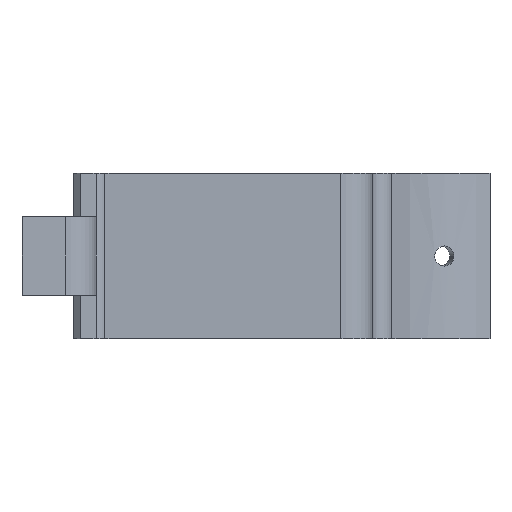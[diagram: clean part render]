
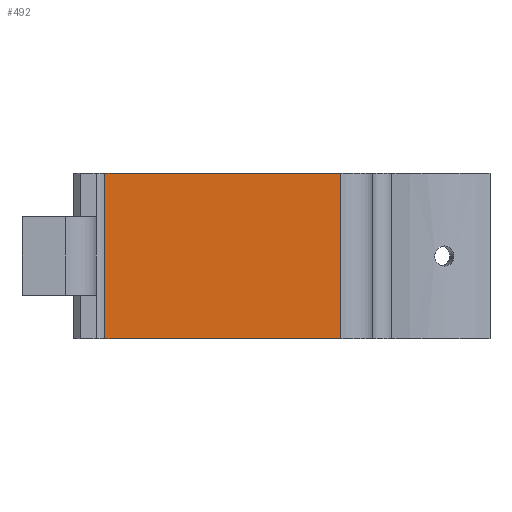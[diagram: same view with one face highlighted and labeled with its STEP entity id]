
A CAD part, front view. The second image highlights one B-rep face of the part: STEP entity #492.
In plain terms, the highlighted planar face has unit normal (0, -1, 0).
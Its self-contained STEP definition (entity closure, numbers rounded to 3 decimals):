
#87 = VECTOR ( 'NONE', #751, 1000. ) ;
#89 = VERTEX_POINT ( 'NONE', #682 ) ;
#142 = EDGE_CURVE ( 'NONE', #368, #232, #386, .T. ) ;
#159 = EDGE_LOOP ( 'NONE', ( #802, #987, #1209, #676 ) ) ;
#179 = LINE ( 'NONE', #689, #357 ) ;
#232 = VERTEX_POINT ( 'NONE', #892 ) ;
#279 = DIRECTION ( 'NONE',  ( 0., 0., 1. ) ) ;
#286 = CARTESIAN_POINT ( 'NONE',  ( 1174.82, 438.736, -21. ) ) ;
#303 = VECTOR ( 'NONE', #279, 1000. ) ;
#331 = LINE ( 'NONE', #1146, #87 ) ;
#332 = DIRECTION ( 'NONE',  ( 0., 0., 1. ) ) ;
#347 = CARTESIAN_POINT ( 'NONE',  ( 1234.82, 438.736, 21. ) ) ;
#357 = VECTOR ( 'NONE', #332, 1000. ) ;
#368 = VERTEX_POINT ( 'NONE', #286 ) ;
#382 = VERTEX_POINT ( 'NONE', #347 ) ;
#386 = LINE ( 'NONE', #818, #303 ) ;
#462 = CARTESIAN_POINT ( 'NONE',  ( 1174.82, 438.736, -21. ) ) ;
#492 = ADVANCED_FACE ( 'NONE', ( #953 ), #825, .T. ) ;
#634 = DIRECTION ( 'NONE',  ( 0., -1., 0. ) ) ;
#670 = EDGE_CURVE ( 'NONE', #232, #382, #1117, .T. ) ;
#676 = ORIENTED_EDGE ( 'NONE', *, *, #1015, .T. ) ;
#682 = CARTESIAN_POINT ( 'NONE',  ( 1234.82, 438.736, -21. ) ) ;
#689 = CARTESIAN_POINT ( 'NONE',  ( 1234.82, 438.736, -21. ) ) ;
#711 = EDGE_CURVE ( 'NONE', #89, #382, #179, .T. ) ;
#751 = DIRECTION ( 'NONE',  ( 1., 0., 0. ) ) ;
#802 = ORIENTED_EDGE ( 'NONE', *, *, #711, .T. ) ;
#811 = DIRECTION ( 'NONE',  ( 1., 0., 0. ) ) ;
#818 = CARTESIAN_POINT ( 'NONE',  ( 1174.82, 438.736, -21. ) ) ;
#825 = PLANE ( 'NONE',  #1161 ) ;
#828 = VECTOR ( 'NONE', #1156, 1000. ) ;
#869 = CARTESIAN_POINT ( 'NONE',  ( 1174.82, 438.736, 21. ) ) ;
#892 = CARTESIAN_POINT ( 'NONE',  ( 1174.82, 438.736, 21. ) ) ;
#953 = FACE_OUTER_BOUND ( 'NONE', #159, .T. ) ;
#987 = ORIENTED_EDGE ( 'NONE', *, *, #670, .F. ) ;
#1015 = EDGE_CURVE ( 'NONE', #368, #89, #331, .T. ) ;
#1117 = LINE ( 'NONE', #869, #828 ) ;
#1146 = CARTESIAN_POINT ( 'NONE',  ( 1174.82, 438.736, -21. ) ) ;
#1156 = DIRECTION ( 'NONE',  ( 1., 0., 0. ) ) ;
#1161 = AXIS2_PLACEMENT_3D ( 'NONE', #462, #634, #811 ) ;
#1209 = ORIENTED_EDGE ( 'NONE', *, *, #142, .F. ) ;
